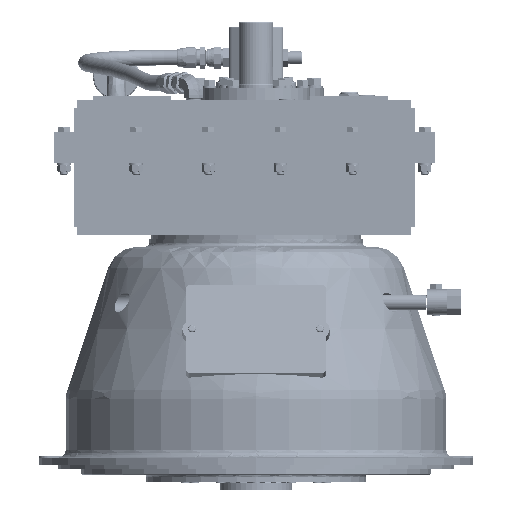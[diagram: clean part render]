
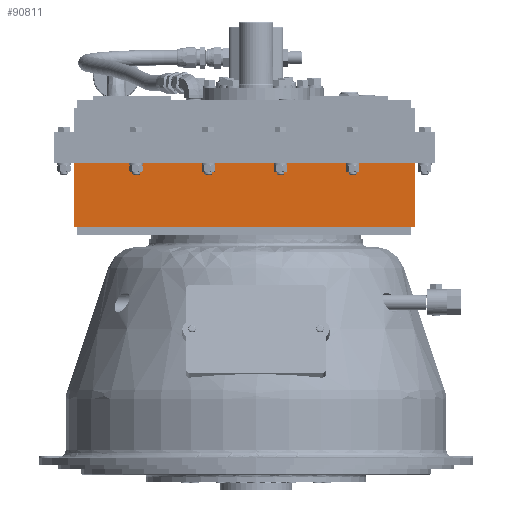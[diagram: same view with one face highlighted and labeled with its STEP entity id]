
A CAD part, front view. The second image highlights one B-rep face of the part: STEP entity #90811.
In plain terms, the highlighted planar face has unit normal (0, -1, 0).
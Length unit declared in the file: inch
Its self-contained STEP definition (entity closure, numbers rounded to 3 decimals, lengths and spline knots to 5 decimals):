
#3752 = EDGE_LOOP ( 'NONE', ( #76397, #114026, #106067, #121354 ) ) ;
#10234 = DIRECTION ( 'NONE',  ( -1., 0., 0. ) ) ;
#19537 = PLANE ( 'NONE',  #185139 ) ;
#30794 = EDGE_CURVE ( 'NONE', #135435, #68845, #165862, .T. ) ;
#35278 = DIRECTION ( 'NONE',  ( 0., 0., -1. ) ) ;
#38786 = VERTEX_POINT ( 'NONE', #90519 ) ;
#45790 = LINE ( 'NONE', #108935, #202120 ) ;
#53096 = LINE ( 'NONE', #78180, #99598 ) ;
#60325 = CARTESIAN_POINT ( 'NONE',  ( 10.25, -10.25, -1. ) ) ;
#68845 = VERTEX_POINT ( 'NONE', #173252 ) ;
#76397 = ORIENTED_EDGE ( 'NONE', *, *, #158314, .F. ) ;
#78180 = CARTESIAN_POINT ( 'NONE',  ( 10.25, -10.25, -1. ) ) ;
#81779 = CARTESIAN_POINT ( 'NONE',  ( 10.25, -10.25, -1. ) ) ;
#90519 = CARTESIAN_POINT ( 'NONE',  ( -11.75, -10.25, -1. ) ) ;
#90811 = ADVANCED_FACE ( 'NONE', ( #148394 ), #19537, .T. ) ;
#99598 = VECTOR ( 'NONE', #171646, 39.37008 ) ;
#106067 = ORIENTED_EDGE ( 'NONE', *, *, #106123, .F. ) ;
#106123 = EDGE_CURVE ( 'NONE', #68845, #38786, #45790, .T. ) ;
#108935 = CARTESIAN_POINT ( 'NONE',  ( -11.75, -10.25, -1. ) ) ;
#114026 = ORIENTED_EDGE ( 'NONE', *, *, #155405, .T. ) ;
#115902 = CARTESIAN_POINT ( 'NONE',  ( 10.25, -10.25, -5.125 ) ) ;
#121354 = ORIENTED_EDGE ( 'NONE', *, *, #30794, .F. ) ;
#128777 = DIRECTION ( 'NONE',  ( 0., -1., 0. ) ) ;
#135435 = VERTEX_POINT ( 'NONE', #115902 ) ;
#148394 = FACE_OUTER_BOUND ( 'NONE', #3752, .T. ) ;
#148982 = VECTOR ( 'NONE', #10234, 39.37008 ) ;
#153702 = VERTEX_POINT ( 'NONE', #60325 ) ;
#155405 = EDGE_CURVE ( 'NONE', #153702, #38786, #190618, .T. ) ;
#158314 = EDGE_CURVE ( 'NONE', #153702, #135435, #53096, .T. ) ;
#160907 = VECTOR ( 'NONE', #172237, 39.37008 ) ;
#165862 = LINE ( 'NONE', #187913, #160907 ) ;
#171646 = DIRECTION ( 'NONE',  ( 0., 0., -1. ) ) ;
#172237 = DIRECTION ( 'NONE',  ( -1., 0., 0. ) ) ;
#173252 = CARTESIAN_POINT ( 'NONE',  ( -11.75, -10.25, -5.125 ) ) ;
#181612 = CARTESIAN_POINT ( 'NONE',  ( 10.25, -10.25, -1. ) ) ;
#185139 = AXIS2_PLACEMENT_3D ( 'NONE', #81779, #128777, #35278 ) ;
#187913 = CARTESIAN_POINT ( 'NONE',  ( 0., -10.25, -5.125 ) ) ;
#190618 = LINE ( 'NONE', #181612, #148982 ) ;
#201031 = DIRECTION ( 'NONE',  ( 0., 0., 1. ) ) ;
#202120 = VECTOR ( 'NONE', #201031, 39.37008 ) ;
